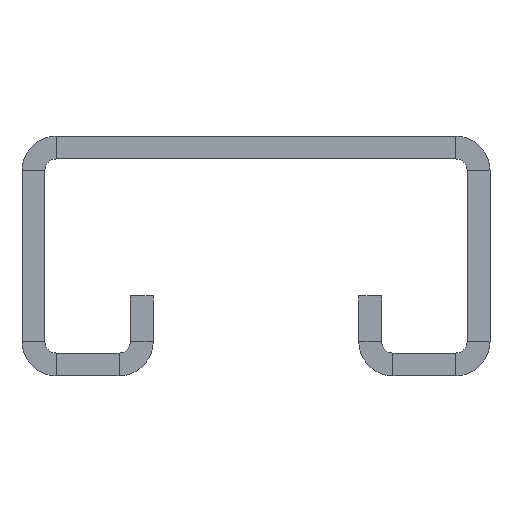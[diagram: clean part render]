
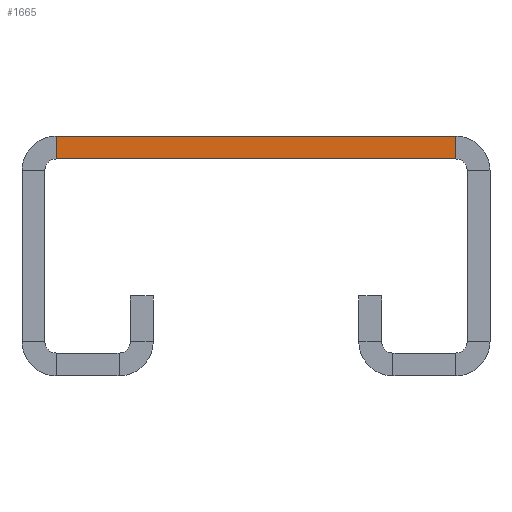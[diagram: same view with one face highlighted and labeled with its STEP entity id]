
A CAD part, front view. The second image highlights one B-rep face of the part: STEP entity #1665.
In plain terms, the highlighted planar face has unit normal (0, -1, 0).
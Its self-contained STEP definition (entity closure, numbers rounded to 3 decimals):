
#361=DIRECTION('',(0.,0.,-1.));
#362=VECTOR('',#361,2.);
#363=CARTESIAN_POINT('',(17.5,-250.,10.5));
#364=LINE('',#363,#362);
#365=DIRECTION('',(1.,0.,0.));
#366=VECTOR('',#365,35.);
#367=CARTESIAN_POINT('',(-17.5,-250.,8.5));
#368=LINE('',#367,#366);
#369=DIRECTION('',(1.,0.,0.));
#370=VECTOR('',#369,35.);
#371=CARTESIAN_POINT('',(-17.5,-250.,10.5));
#372=LINE('',#371,#370);
#621=DIRECTION('',(0.,0.,-1.));
#622=VECTOR('',#621,2.);
#623=CARTESIAN_POINT('',(-17.5,-250.,10.5));
#624=LINE('',#623,#622);
#1010=CARTESIAN_POINT('',(17.5,-250.,10.5));
#1012=VERTEX_POINT('',#1010);
#1022=CARTESIAN_POINT('',(-17.5,-250.,10.5));
#1024=VERTEX_POINT('',#1022);
#1058=CARTESIAN_POINT('',(17.5,-250.,8.5));
#1060=VERTEX_POINT('',#1058);
#1070=CARTESIAN_POINT('',(-17.5,-250.,8.5));
#1072=VERTEX_POINT('',#1070);
#1651=CARTESIAN_POINT('',(0.,-250.,9.5));
#1652=DIRECTION('',(0.,-1.,0.));
#1653=DIRECTION('',(1.,0.,0.));
#1654=AXIS2_PLACEMENT_3D('',#1651,#1652,#1653);
#1655=PLANE('',#1654);
#1657=ORIENTED_EDGE('',*,*,#1656,.T.);
#1659=ORIENTED_EDGE('',*,*,#1658,.F.);
#1661=ORIENTED_EDGE('',*,*,#1660,.F.);
#1662=ORIENTED_EDGE('',*,*,#1542,.T.);
#1663=EDGE_LOOP('',(#1657,#1659,#1661,#1662));
#1664=FACE_OUTER_BOUND('',#1663,.F.);
#1665=ADVANCED_FACE('',(#1664),#1655,.T.);
#1542=EDGE_CURVE('',#1024,#1012,#372,.T.);
#1656=EDGE_CURVE('',#1012,#1060,#364,.T.);
#1658=EDGE_CURVE('',#1072,#1060,#368,.T.);
#1660=EDGE_CURVE('',#1024,#1072,#624,.T.);
